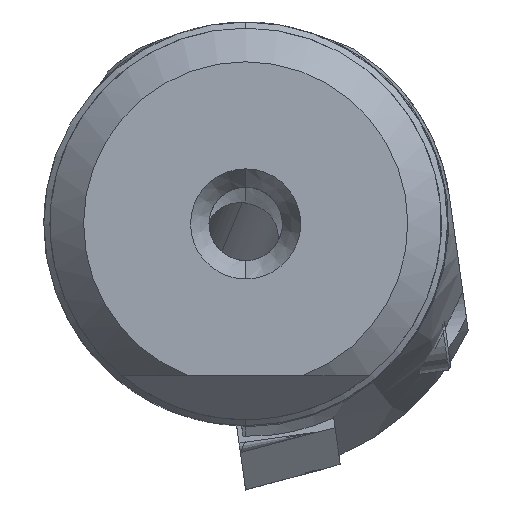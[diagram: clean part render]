
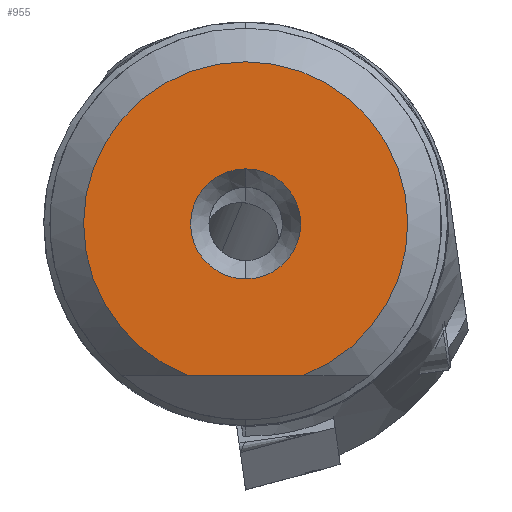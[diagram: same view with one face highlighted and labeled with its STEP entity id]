
A CAD part, left-side view. The second image highlights one B-rep face of the part: STEP entity #955.
In plain terms, the highlighted planar face has unit normal (-1, 0, 0).
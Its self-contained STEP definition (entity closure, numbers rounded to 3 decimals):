
#955 = ADVANCED_FACE ( 'NONE', ( #1665, #1667 ), #2799, .F. ) ;
#1093 = VERTEX_POINT ( 'NONE', #2817 ) ;
#1115 = VERTEX_POINT ( 'NONE', #2839 ) ;
#1164 = VERTEX_POINT ( 'NONE', #2888 ) ;
#1184 = VERTEX_POINT ( 'NONE', #2908 ) ;
#1665 = FACE_BOUND ( 'NONE', #4677, .T. ) ;
#1667 = FACE_OUTER_BOUND ( 'NONE', #4684, .T. ) ;
#1691 = CIRCLE ( 'NONE', #5330, 6.625 ) ;
#1692 = LINE ( 'NONE', #3115, #1693 ) ;
#1693 = VECTOR ( 'NONE', #3116, 1000. ) ;
#1726 = CIRCLE ( 'NONE', #5338, 2.25 ) ;
#1780 = CIRCLE ( 'NONE', #2167, 2.25 ) ;
#2167 = AXIS2_PLACEMENT_3D ( 'NONE', #3627, #3628, #3629 ) ;
#2796 = CARTESIAN_POINT ( 'NONE',  ( 0., 2.25, 0. ) ) ;
#2799 = PLANE ( 'NONE',  #5325 ) ;
#2801 = DIRECTION ( 'NONE',  ( 1., 0., 0. ) ) ;
#2802 = DIRECTION ( 'NONE',  ( 0., 0., -1. ) ) ;
#2817 = CARTESIAN_POINT ( 'NONE',  ( 0., 2.335, -6.2 ) ) ;
#2839 = CARTESIAN_POINT ( 'NONE',  ( 0., 0., 2.25 ) ) ;
#2888 = CARTESIAN_POINT ( 'NONE',  ( 0., -2.335, -6.2 ) ) ;
#2908 = CARTESIAN_POINT ( 'NONE',  ( 0., 0., -2.25 ) ) ;
#3107 = CARTESIAN_POINT ( 'NONE',  ( 0., 0., 0. ) ) ;
#3108 = DIRECTION ( 'NONE',  ( -1., 0., 0. ) ) ;
#3109 = DIRECTION ( 'NONE',  ( 0., 0., 1. ) ) ;
#3115 = CARTESIAN_POINT ( 'NONE',  ( 0., 2.25, -6.2 ) ) ;
#3116 = DIRECTION ( 'NONE',  ( 0., -1., 0. ) ) ;
#3194 = CARTESIAN_POINT ( 'NONE',  ( 0., 0., 0. ) ) ;
#3195 = DIRECTION ( 'NONE',  ( -1., 0., 0. ) ) ;
#3196 = DIRECTION ( 'NONE',  ( 0., 0., 1. ) ) ;
#3627 = CARTESIAN_POINT ( 'NONE',  ( 0., 0., 0. ) ) ;
#3628 = DIRECTION ( 'NONE',  ( -1., 0., 0. ) ) ;
#3629 = DIRECTION ( 'NONE',  ( 0., 0., 1. ) ) ;
#4250 = EDGE_CURVE ( 'NONE', #1164, #1093, #1691, .T. ) ;
#4252 = EDGE_CURVE ( 'NONE', #1093, #1164, #1692, .T. ) ;
#4287 = EDGE_CURVE ( 'NONE', #1115, #1184, #1726, .T. ) ;
#4353 = EDGE_CURVE ( 'NONE', #1184, #1115, #1780, .T. ) ;
#4551 = ORIENTED_EDGE ( 'NONE', *, *, #4252, .T. ) ;
#4552 = ORIENTED_EDGE ( 'NONE', *, *, #4250, .T. ) ;
#4553 = ORIENTED_EDGE ( 'NONE', *, *, #4353, .F. ) ;
#4554 = ORIENTED_EDGE ( 'NONE', *, *, #4287, .F. ) ;
#4677 = EDGE_LOOP ( 'NONE', ( #4554, #4553 ) ) ;
#4684 = EDGE_LOOP ( 'NONE', ( #4552, #4551 ) ) ;
#5325 = AXIS2_PLACEMENT_3D ( 'NONE', #2796, #2801, #2802 ) ;
#5330 = AXIS2_PLACEMENT_3D ( 'NONE', #3107, #3108, #3109 ) ;
#5338 = AXIS2_PLACEMENT_3D ( 'NONE', #3194, #3195, #3196 ) ;
